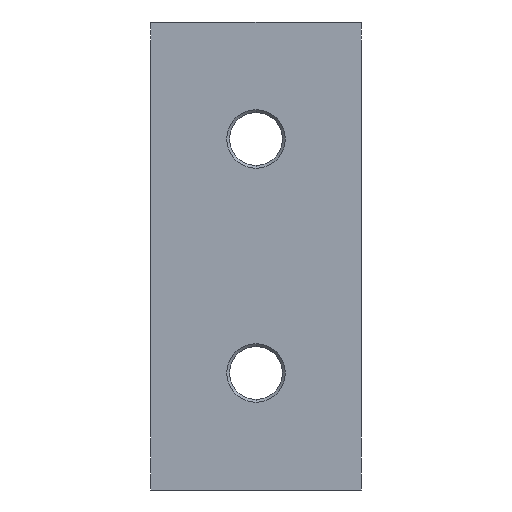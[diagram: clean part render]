
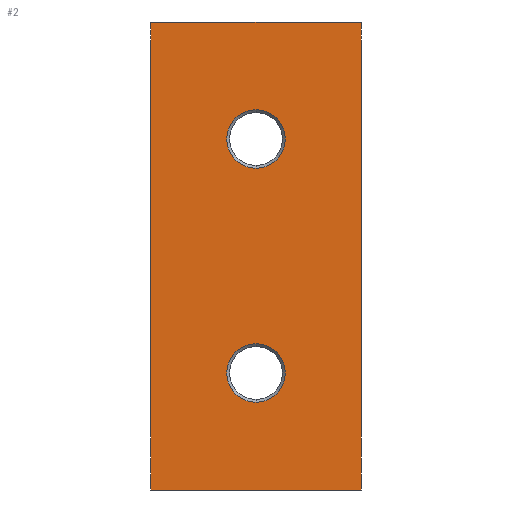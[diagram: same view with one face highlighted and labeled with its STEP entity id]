
A CAD part, front view. The second image highlights one B-rep face of the part: STEP entity #2.
In plain terms, the highlighted planar face has unit normal (0, -1, 0).
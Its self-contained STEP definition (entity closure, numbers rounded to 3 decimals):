
#2 = ADVANCED_FACE ( 'NONE', ( #331, #802, #109 ), #1034, .F. ) ;
#10 = CIRCLE ( 'NONE', #846, 5. ) ;
#17 = EDGE_LOOP ( 'NONE', ( #476, #576 ) ) ;
#92 = CARTESIAN_POINT ( 'NONE',  ( -18., 0., 80. ) ) ;
#109 = FACE_OUTER_BOUND ( 'NONE', #874, .T. ) ;
#123 = CARTESIAN_POINT ( 'NONE',  ( 0., 0., 65. ) ) ;
#137 = ORIENTED_EDGE ( 'NONE', *, *, #286, .T. ) ;
#146 = VERTEX_POINT ( 'NONE', #733 ) ;
#155 = AXIS2_PLACEMENT_3D ( 'NONE', #465, #728, #1048 ) ;
#157 = CARTESIAN_POINT ( 'NONE',  ( 18., 0., 0. ) ) ;
#166 = AXIS2_PLACEMENT_3D ( 'NONE', #401, #395, #1067 ) ;
#180 = VERTEX_POINT ( 'NONE', #291 ) ;
#186 = ORIENTED_EDGE ( 'NONE', *, *, #356, .T. ) ;
#221 = AXIS2_PLACEMENT_3D ( 'NONE', #486, #873, #870 ) ;
#223 = CARTESIAN_POINT ( 'NONE',  ( 0., 0., 60. ) ) ;
#224 = EDGE_LOOP ( 'NONE', ( #483, #939 ) ) ;
#239 = CARTESIAN_POINT ( 'NONE',  ( 0., 0., 20. ) ) ;
#286 = EDGE_CURVE ( 'NONE', #146, #758, #781, .T. ) ;
#291 = CARTESIAN_POINT ( 'NONE',  ( 18., 0., 0. ) ) ;
#308 = DIRECTION ( 'NONE',  ( 0., 0., 1. ) ) ;
#319 = CIRCLE ( 'NONE', #155, 5. ) ;
#324 = DIRECTION ( 'NONE',  ( 0., 0., 1. ) ) ;
#331 = FACE_BOUND ( 'NONE', #224, .T. ) ;
#346 = CIRCLE ( 'NONE', #166, 5. ) ;
#349 = EDGE_CURVE ( 'NONE', #544, #641, #319, .T. ) ;
#352 = EDGE_CURVE ( 'NONE', #369, #867, #346, .T. ) ;
#356 = EDGE_CURVE ( 'NONE', #758, #495, #1010, .T. ) ;
#361 = EDGE_CURVE ( 'NONE', #180, #495, #549, .T. ) ;
#366 = EDGE_CURVE ( 'NONE', #146, #180, #522, .T. ) ;
#369 = VERTEX_POINT ( 'NONE', #742 ) ;
#381 = ORIENTED_EDGE ( 'NONE', *, *, #361, .F. ) ;
#392 = CARTESIAN_POINT ( 'NONE',  ( 0., 0., 55. ) ) ;
#395 = DIRECTION ( 'NONE',  ( 0., 1., 0. ) ) ;
#401 = CARTESIAN_POINT ( 'NONE',  ( 0., 0., 20. ) ) ;
#440 = CIRCLE ( 'NONE', #855, 5. ) ;
#465 = CARTESIAN_POINT ( 'NONE',  ( 0., 0., 60. ) ) ;
#476 = ORIENTED_EDGE ( 'NONE', *, *, #665, .T. ) ;
#483 = ORIENTED_EDGE ( 'NONE', *, *, #650, .T. ) ;
#486 = CARTESIAN_POINT ( 'NONE',  ( 18., 0., 80. ) ) ;
#495 = VERTEX_POINT ( 'NONE', #904 ) ;
#522 = LINE ( 'NONE', #905, #917 ) ;
#544 = VERTEX_POINT ( 'NONE', #123 ) ;
#549 = LINE ( 'NONE', #157, #946 ) ;
#576 = ORIENTED_EDGE ( 'NONE', *, *, #352, .T. ) ;
#578 = DIRECTION ( 'NONE',  ( -1., 0., 0. ) ) ;
#582 = VECTOR ( 'NONE', #578, 1000. ) ;
#616 = CARTESIAN_POINT ( 'NONE',  ( 0., 0., 15. ) ) ;
#641 = VERTEX_POINT ( 'NONE', #392 ) ;
#650 = EDGE_CURVE ( 'NONE', #641, #544, #10, .T. ) ;
#665 = EDGE_CURVE ( 'NONE', #867, #369, #440, .T. ) ;
#728 = DIRECTION ( 'NONE',  ( 0., 1., 0. ) ) ;
#733 = CARTESIAN_POINT ( 'NONE',  ( 18., 0., 80. ) ) ;
#739 = VECTOR ( 'NONE', #860, 1000. ) ;
#742 = CARTESIAN_POINT ( 'NONE',  ( 0., 0., 25. ) ) ;
#746 = DIRECTION ( 'NONE',  ( -1., 0., 0. ) ) ;
#758 = VERTEX_POINT ( 'NONE', #92 ) ;
#781 = LINE ( 'NONE', #954, #582 ) ;
#802 = FACE_BOUND ( 'NONE', #17, .T. ) ;
#804 = DIRECTION ( 'NONE',  ( 0., 1., 0. ) ) ;
#805 = CARTESIAN_POINT ( 'NONE',  ( -18., 0., 80. ) ) ;
#819 = ORIENTED_EDGE ( 'NONE', *, *, #366, .F. ) ;
#820 = DIRECTION ( 'NONE',  ( 0., 1., 0. ) ) ;
#821 = DIRECTION ( 'NONE',  ( 0., 0., -1. ) ) ;
#846 = AXIS2_PLACEMENT_3D ( 'NONE', #223, #804, #308 ) ;
#855 = AXIS2_PLACEMENT_3D ( 'NONE', #239, #820, #324 ) ;
#860 = DIRECTION ( 'NONE',  ( 0., 0., -1. ) ) ;
#867 = VERTEX_POINT ( 'NONE', #616 ) ;
#870 = DIRECTION ( 'NONE',  ( 0., 0., 1. ) ) ;
#873 = DIRECTION ( 'NONE',  ( 0., 1., 0. ) ) ;
#874 = EDGE_LOOP ( 'NONE', ( #186, #381, #819, #137 ) ) ;
#904 = CARTESIAN_POINT ( 'NONE',  ( -18., 0., 0. ) ) ;
#905 = CARTESIAN_POINT ( 'NONE',  ( 18., 0., 80. ) ) ;
#917 = VECTOR ( 'NONE', #821, 1000. ) ;
#939 = ORIENTED_EDGE ( 'NONE', *, *, #349, .T. ) ;
#946 = VECTOR ( 'NONE', #746, 1000. ) ;
#954 = CARTESIAN_POINT ( 'NONE',  ( 18., 0., 80. ) ) ;
#1010 = LINE ( 'NONE', #805, #739 ) ;
#1034 = PLANE ( 'NONE',  #221 ) ;
#1048 = DIRECTION ( 'NONE',  ( 0., 0., 1. ) ) ;
#1067 = DIRECTION ( 'NONE',  ( 0., 0., 1. ) ) ;
